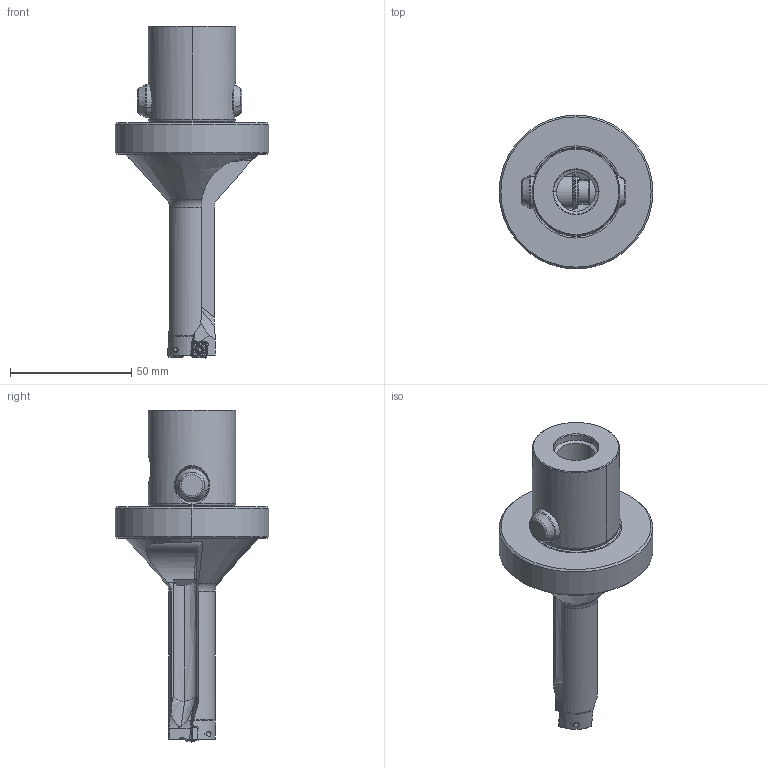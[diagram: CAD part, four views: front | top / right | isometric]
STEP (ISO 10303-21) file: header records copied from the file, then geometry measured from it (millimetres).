
FILE_DESCRIPTION(('no description'),'unknown implementation level');
FILE_NAME('A817AB6F-CF9F-45AE-AD18-9E3E4F7B79FC_export.stp',' ',('CIMSOURCE GmbH'),('CADClick - KiM GmbH - www.kimweb.de'),'unknown preprocess','ACIS','unknown authorization');
FILE_SCHEMA(('automotive_design'));
Length unit declared in the file: millimetre
Products named in the file (9): 337.320 Kaiser WB 20-60 X CKS6|694.123 Kaiser ETL M2,5 X 5,8 T7 IP 10S_Standard;NONE; 337.320 Kaiser WB 20-60 X CKS6|337.320 Kaiser WB 20-60 X CKS6_337.320-4;NONE; 337.320 Kaiser WB 20-60 X CKS6|337.320 Kaiser WB 20-60 X CKS6_337.320-3;NONE; 337.320 Kaiser WB 20-60 X CKS6|337.320 Kaiser WB 20-60 X CKS6_337.320-2;NONE; 337.320 Kaiser WB 20-60 X CKS6|337.320 Kaiser WB 20-60 X CKS6_337.320-1;NONE; 337.320 Kaiser WB 20-60 X CKS6|337.320 Kaiser WB 20-60 X CKS6_337.320;NONE; 337.320 Kaiser WB 20-60 X CKS6|691.506 Kaiser ETL D14 X 43K_Standard|691.526 Mitnehmerbolzen_Standard;NONE; 337.320 Kaiser WB 20-60 X CKS6|691.506 Kaiser ETL D14 X 43K_Standard|693.305 Sprengring_Standard;NONE
Bounding box: 63.5 x 63.5 x 137 mm (x, y, z)
Volume: 101964.4 mm3; surface area: 25704.9 mm2
Topology: 9 solids, 9 shells, 504 faces, 1262 edges, 777 vertices
Faces by surface type: cylinder 208, plane 165, torus 60, cone 59, bspline 12
Entity records: 32100 total; most frequent: CARTESIAN_POINT 6076, STYLED_ITEM 2549, PRESENTATION_STYLE_ASSIGNMENT 2549, COLOUR_RGB 2549, ORIENTED_EDGE 2518, DIRECTION 2396, EDGE_CURVE 1259, CURVE_STYLE 1259
